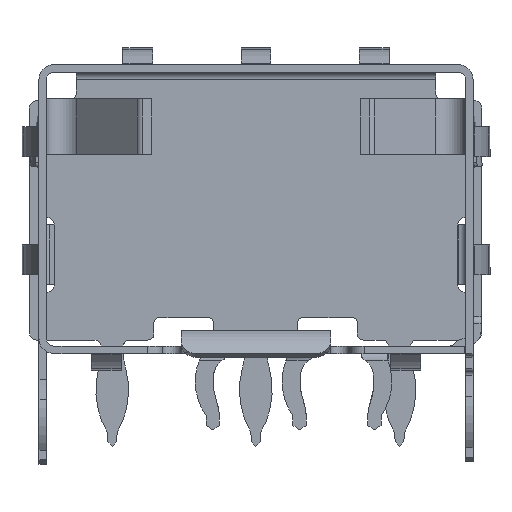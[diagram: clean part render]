
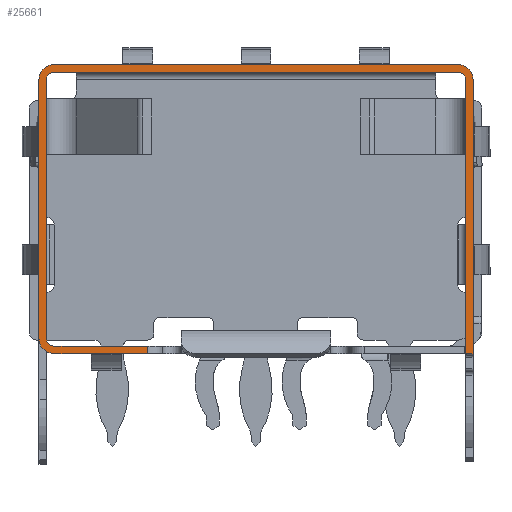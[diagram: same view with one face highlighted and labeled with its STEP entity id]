
A CAD part, left-side view. The second image highlights one B-rep face of the part: STEP entity #25661.
In plain terms, the highlighted planar face has unit normal (-1, 0, 0).
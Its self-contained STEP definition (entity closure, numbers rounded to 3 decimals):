
#592=DIRECTION('',(0.,0.,1.));
#593=VECTOR('',#592,8.65);
#594=CARTESIAN_POINT('',(-24.504,7.25,-2.757));
#595=LINE('',#594,#593);
#2360=DIRECTION('',(0.,-1.,0.));
#2361=VECTOR('',#2360,3.125);
#2362=CARTESIAN_POINT('',(-24.504,6.75,-3.007));
#2363=LINE('',#2362,#2361);
#2944=DIRECTION('',(0.,1.,0.));
#2945=VECTOR('',#2944,3.125);
#2946=CARTESIAN_POINT('',(-24.504,3.625,-3.257));
#2947=LINE('',#2946,#2945);
#4836=CARTESIAN_POINT('',(-24.504,6.75,-2.757));
#4837=DIRECTION('',(-1.,0.,0.));
#4838=DIRECTION('',(0.,1.,0.));
#4839=AXIS2_PLACEMENT_3D('',#4836,#4837,#4838);
#4841=CARTESIAN_POINT('',(-24.504,6.75,5.893));
#4842=DIRECTION('',(-1.,0.,0.));
#4843=DIRECTION('',(0.,0.,1.));
#4844=AXIS2_PLACEMENT_3D('',#4841,#4842,#4843);
#4846=DIRECTION('',(0.,1.,0.));
#4847=VECTOR('',#4846,13.5);
#4848=CARTESIAN_POINT('',(-24.504,-6.75,6.393));
#4849=LINE('',#4848,#4847);
#4850=CARTESIAN_POINT('',(-24.504,-6.75,5.893));
#4851=DIRECTION('',(-1.,0.,0.));
#4852=DIRECTION('',(0.,-1.,0.));
#4853=AXIS2_PLACEMENT_3D('',#4850,#4851,#4852);
#4855=DIRECTION('',(0.,-1.,0.));
#4856=VECTOR('',#4855,0.25);
#4857=CARTESIAN_POINT('',(-24.504,-7.,-3.257));
#4858=LINE('',#4857,#4856);
#4859=DIRECTION('',(0.,0.,-1.));
#4860=VECTOR('',#4859,9.15);
#4861=CARTESIAN_POINT('',(-24.504,-7.,5.893));
#4862=LINE('',#4861,#4860);
#4863=CARTESIAN_POINT('',(-24.504,-6.75,5.893));
#4864=DIRECTION('',(1.,0.,0.));
#4865=DIRECTION('',(0.,0.,1.));
#4866=AXIS2_PLACEMENT_3D('',#4863,#4864,#4865);
#4868=DIRECTION('',(0.,-1.,0.));
#4869=VECTOR('',#4868,13.5);
#4870=CARTESIAN_POINT('',(-24.504,6.75,6.143));
#4871=LINE('',#4870,#4869);
#4872=CARTESIAN_POINT('',(-24.504,6.75,5.893));
#4873=DIRECTION('',(1.,0.,0.));
#4874=DIRECTION('',(0.,1.,0.));
#4875=AXIS2_PLACEMENT_3D('',#4872,#4873,#4874);
#4877=DIRECTION('',(0.,0.,1.));
#4878=VECTOR('',#4877,8.65);
#4879=CARTESIAN_POINT('',(-24.504,7.,-2.757));
#4880=LINE('',#4879,#4878);
#4881=CARTESIAN_POINT('',(-24.504,6.75,-2.757));
#4882=DIRECTION('',(1.,0.,0.));
#4883=DIRECTION('',(0.,0.,-1.));
#4884=AXIS2_PLACEMENT_3D('',#4881,#4882,#4883);
#6945=DIRECTION('',(0.,0.,-1.));
#6946=VECTOR('',#6945,9.15);
#6947=CARTESIAN_POINT('',(-24.504,-7.25,5.893));
#6948=LINE('',#6947,#6946);
#12710=DIRECTION('',(0.,0.,-1.));
#12711=VECTOR('',#12710,0.25);
#12712=CARTESIAN_POINT('',(-24.504,3.625,-3.007));
#12713=LINE('',#12712,#12711);
#17143=CARTESIAN_POINT('',(-24.504,6.75,6.143));
#17144=VERTEX_POINT('',#17143);
#17145=CARTESIAN_POINT('',(-24.504,7.,5.893));
#17146=VERTEX_POINT('',#17145);
#17890=CARTESIAN_POINT('',(-24.504,3.625,-3.007));
#17891=CARTESIAN_POINT('',(-24.504,3.625,-3.257));
#17892=VERTEX_POINT('',#17890);
#17893=VERTEX_POINT('',#17891);
#18292=CARTESIAN_POINT('',(-24.504,7.,-2.757));
#18293=VERTEX_POINT('',#18292);
#18475=CARTESIAN_POINT('',(-24.504,-6.75,6.393));
#18476=VERTEX_POINT('',#18475);
#18477=CARTESIAN_POINT('',(-24.504,-7.25,5.893));
#18478=VERTEX_POINT('',#18477);
#18479=CARTESIAN_POINT('',(-24.504,7.25,5.893));
#18480=VERTEX_POINT('',#18479);
#18481=CARTESIAN_POINT('',(-24.504,6.75,6.393));
#18482=VERTEX_POINT('',#18481);
#18521=CARTESIAN_POINT('',(-24.504,-6.75,6.143));
#18522=VERTEX_POINT('',#18521);
#18523=CARTESIAN_POINT('',(-24.504,-7.,5.893));
#18524=VERTEX_POINT('',#18523);
#18652=CARTESIAN_POINT('',(-24.504,-7.25,-3.257));
#18653=VERTEX_POINT('',#18652);
#18654=CARTESIAN_POINT('',(-24.504,-7.,-3.257));
#18655=VERTEX_POINT('',#18654);
#19383=CARTESIAN_POINT('',(-24.504,6.75,-3.257));
#19384=VERTEX_POINT('',#19383);
#19746=CARTESIAN_POINT('',(-24.504,6.75,-3.007));
#19747=VERTEX_POINT('',#19746);
#20060=CARTESIAN_POINT('',(-24.504,7.25,-2.757));
#20061=VERTEX_POINT('',#20060);
#25627=CARTESIAN_POINT('',(-24.504,6.75,-2.757));
#25628=DIRECTION('',(1.,0.,0.));
#25629=DIRECTION('',(0.,1.,0.));
#25630=AXIS2_PLACEMENT_3D('',#25627,#25628,#25629);
#25631=PLANE('',#25630);
#25633=ORIENTED_EDGE('',*,*,#25632,.F.);
#25634=ORIENTED_EDGE('',*,*,#20855,.T.);
#25636=ORIENTED_EDGE('',*,*,#25635,.F.);
#25638=ORIENTED_EDGE('',*,*,#25637,.F.);
#25640=ORIENTED_EDGE('',*,*,#25639,.F.);
#25642=ORIENTED_EDGE('',*,*,#25641,.T.);
#25644=ORIENTED_EDGE('',*,*,#25643,.F.);
#25646=ORIENTED_EDGE('',*,*,#25645,.F.);
#25648=ORIENTED_EDGE('',*,*,#25647,.F.);
#25650=ORIENTED_EDGE('',*,*,#25649,.F.);
#25652=ORIENTED_EDGE('',*,*,#25651,.F.);
#25653=ORIENTED_EDGE('',*,*,#21400,.F.);
#25654=ORIENTED_EDGE('',*,*,#25620,.F.);
#25655=ORIENTED_EDGE('',*,*,#22274,.T.);
#25657=ORIENTED_EDGE('',*,*,#25656,.T.);
#25658=ORIENTED_EDGE('',*,*,#22857,.T.);
#25659=EDGE_LOOP('',(#25633,#25634,#25636,#25638,#25640,#25642,#25644,#25646,
#25648,#25650,#25652,#25653,#25654,#25655,#25657,#25658));
#25660=FACE_OUTER_BOUND('',#25659,.F.);
#25661=ADVANCED_FACE('',(#25660),#25631,.F.);
#4840=CIRCLE('',#4839,0.5);
#4845=CIRCLE('',#4844,0.5);
#4854=CIRCLE('',#4853,0.5);
#4867=CIRCLE('',#4866,0.25);
#4876=CIRCLE('',#4875,0.25);
#4885=CIRCLE('',#4884,0.25);
#20855=EDGE_CURVE('',#20061,#18480,#595,.T.);
#21400=EDGE_CURVE('',#18293,#17146,#4880,.T.);
#22274=EDGE_CURVE('',#19747,#17892,#2363,.T.);
#22857=EDGE_CURVE('',#17893,#19384,#2947,.T.);
#25620=EDGE_CURVE('',#19747,#18293,#4885,.T.);
#25632=EDGE_CURVE('',#20061,#19384,#4840,.T.);
#25635=EDGE_CURVE('',#18482,#18480,#4845,.T.);
#25637=EDGE_CURVE('',#18476,#18482,#4849,.T.);
#25639=EDGE_CURVE('',#18478,#18476,#4854,.T.);
#25641=EDGE_CURVE('',#18478,#18653,#6948,.T.);
#25643=EDGE_CURVE('',#18655,#18653,#4858,.T.);
#25645=EDGE_CURVE('',#18524,#18655,#4862,.T.);
#25647=EDGE_CURVE('',#18522,#18524,#4867,.T.);
#25649=EDGE_CURVE('',#17144,#18522,#4871,.T.);
#25651=EDGE_CURVE('',#17146,#17144,#4876,.T.);
#25656=EDGE_CURVE('',#17892,#17893,#12713,.T.);
